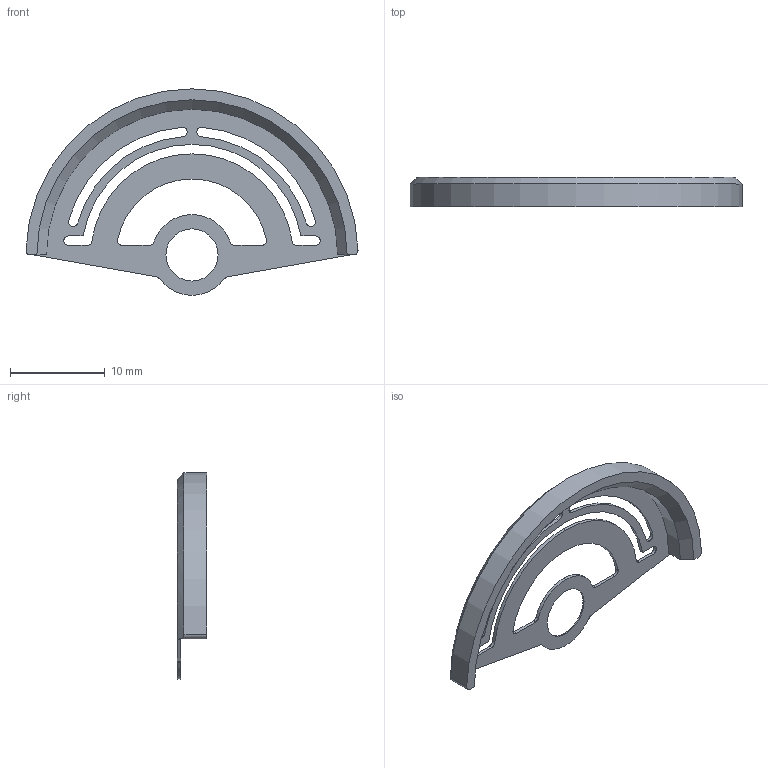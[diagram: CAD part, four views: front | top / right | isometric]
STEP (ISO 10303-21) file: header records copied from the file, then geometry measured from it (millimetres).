
FILE_DESCRIPTION (( 'STEP AP203' ), '1' );
FILE_NAME ('rotor2.STEP', '2020-11-16T07:40:55', ( '' ), ( '' ), 'SwSTEP 2.0', 'SolidWorks 2020', '' );
FILE_SCHEMA (( 'CONFIG_CONTROL_DESIGN' ));
Length unit declared in the file: millimetre
Products named in the file (1): rotor2
Bounding box: 34.98 x 3.1 x 21.73 mm (x, y, z)
Volume: 397.4 mm3; surface area: 1105.8 mm2
Topology: 1 solids, 1 shells, 65 faces, 183 edges, 122 vertices
Faces by surface type: cylinder 48, plane 15, cone 2
Entity records: 2262 total; most frequent: DIRECTION 409, CARTESIAN_POINT 387, ORIENTED_EDGE 366, EDGE_CURVE 183, AXIS2_PLACEMENT_3D 162, VERTEX_POINT 122, CIRCLE 96, VECTOR 85
